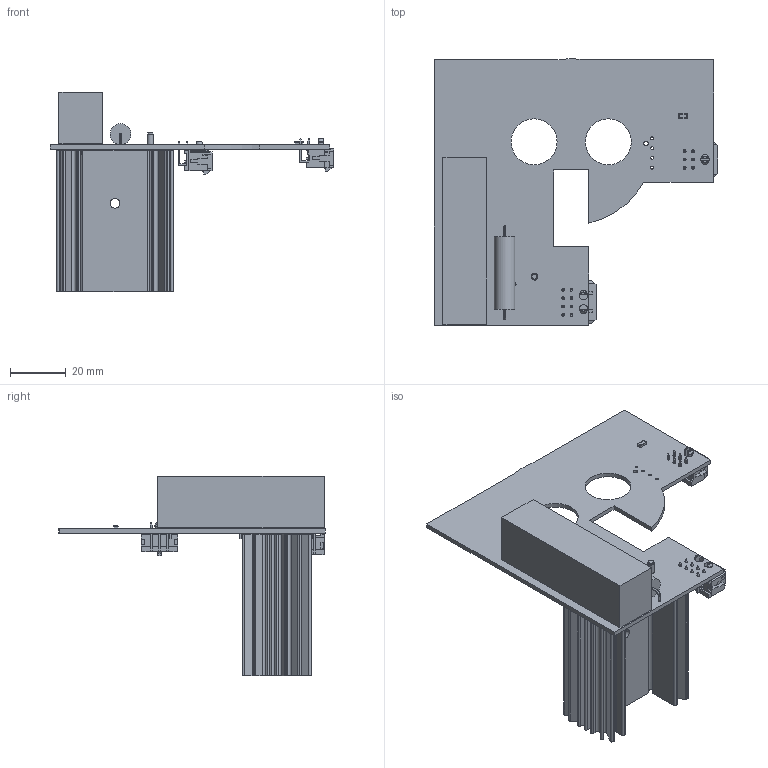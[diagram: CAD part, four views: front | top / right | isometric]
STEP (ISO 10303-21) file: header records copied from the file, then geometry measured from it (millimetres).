
FILE_DESCRIPTION(('KiCad electronic assembly'),'2;1');
FILE_NAME('AIR_Mount_Plus.step','2019-03-25T21:46:25',('An Author'),( 'A Company'),'Open CASCADE STEP processor 6.9', 'KiCad to STEP converter','Unknown');
FILE_SCHEMA(('AUTOMOTIVE_DESIGN { 1 0 10303 214 1 1 1 1 }'));
Length unit declared in the file: millimetre
Products named in the file (14): Open CASCADE STEP translator 6.9 1; C_1206_OEM; SHELL; D_Series_Cynergy_Relays; SOLID; part_sp; RA-T2X-51E_sp001_sp; COMPOUND; MF_RA_06; MF-08-RA
Assembly tree (13 placements, depth 3):
  Open CASCADE STEP translator 6.9 1
    C_1206_OEM
      SHELL
    D_Series_Cynergy_Relays
      SOLID
    part_sp
      SOLID
    RA-T2X-51E_sp001_sp
      COMPOUND
    MF_RA_06
      COMPOUND
    MF-08-RA
      COMPOUND
    COMPOUND
Bounding box: 101.82 x 95.65 x 71.62 mm (x, y, z)
Volume: 49922.6 mm3; surface area: 40139.4 mm2
Topology: 8 solids, 9 shells, 1070 faces, 2801 edges, 1826 vertices
Faces by surface type: plane 875, cylinder 155, bspline 28, torus 8, cone 4
Full cylindrical faces by diameter (mm): 0.8 x2, 1.02 x18, 1.6 x1, 1.62 x2, 2.032 x4, 2.4 x2, 3 x3, 7.493 x1, 16.51 x2
Entity records: 71810 total; most frequent: CARTESIAN_POINT 15280, DIRECTION 10393, LINE 7336, VECTOR 7336, ORIENTED_EDGE 5502, PCURVE 5502, DEFINITIONAL_REPRESENTATION 5502, EDGE_CURVE 2751
